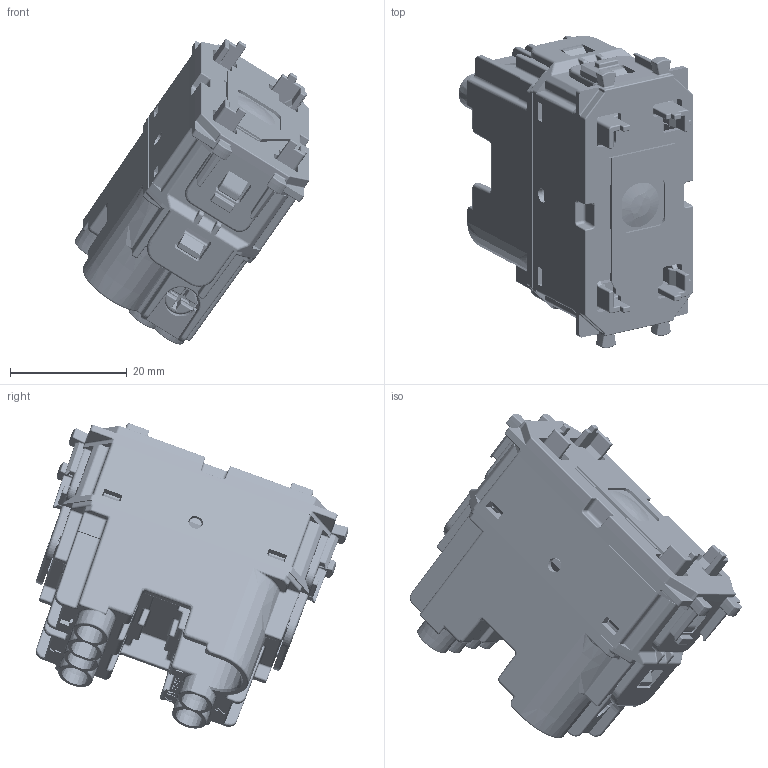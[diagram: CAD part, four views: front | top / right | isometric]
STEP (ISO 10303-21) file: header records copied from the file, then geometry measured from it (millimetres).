
FILE_DESCRIPTION(('CATIA V5 STEP Exchange'),'2;1');
FILE_NAME('445002STAS.stp','2024-05-28T07:30:26+00:00',('none'),('none'),'CATIA Version 5-6 Release 2016 SP6','CATIA V5 STEP AP203','none');
FILE_SCHEMA(('CONFIG_CONTROL_DESIGN'));
Products named in the file (3): STEP; AS2216; AS2217AG
Assembly tree (18 placements, depth 3):
  STEP
    #57
    AS2216
      #55065
      #56058
      #58628
    #60554
    AS2217AG  x2
      #103260
      #104723
      #58628
    #105742
    #113809
    #162958
    #166399
    #166908
    #186519
    #220972
Bounding box: 40.2 x 53.57 x 52.28 mm (x, y, z)
Volume: 16261.4 mm3; surface area: 28944.9 mm2
Topology: 20 solids, 20 shells, 6791 faces, 17226 edges, 9946 vertices
Faces by surface type: cylinder 2582, plane 2205, bspline 1121, sphere 475, cone 239, torus 167, revolution 2
Entity records: 260592 total; most frequent: CARTESIAN_POINT 125642, ORIENTED_EDGE 32324, DIRECTION 19663, EDGE_CURVE 16162, VERTEX_POINT 9605, AXIS2_PLACEMENT_3D 7696, VECTOR 7010, LINE 7010
